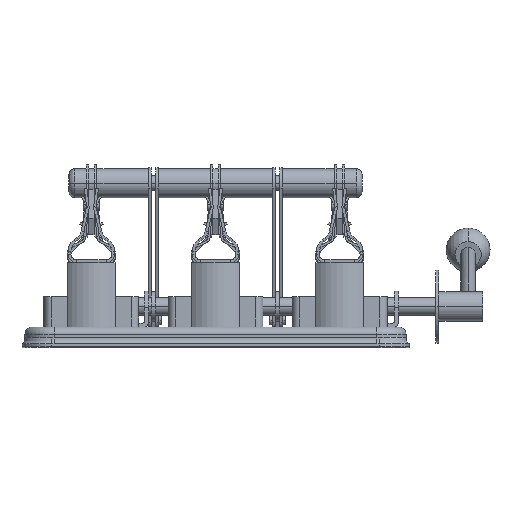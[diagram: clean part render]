
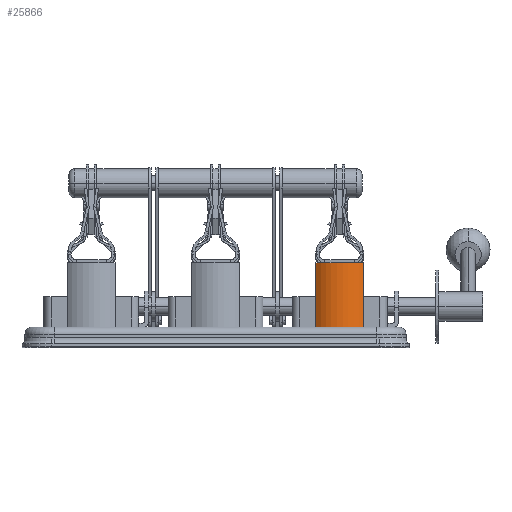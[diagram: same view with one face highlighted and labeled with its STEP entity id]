
A CAD part, top view. The second image highlights one B-rep face of the part: STEP entity #25866.
In plain terms, the highlighted cylindrical face has radius 25 mm (diameter 50 mm), a partial arc.
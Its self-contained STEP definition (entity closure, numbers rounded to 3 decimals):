
#226 = CARTESIAN_POINT ( 'NONE',  ( 68.752, 13.5, 121.5 ) ) ;
#1671 = CARTESIAN_POINT ( 'NONE',  ( 85., 57.5, 102.5 ) ) ;
#3159 = LINE ( 'NONE', #10876, #30192 ) ;
#3733 = EDGE_CURVE ( 'NONE', #29017, #16533, #3159, .T. ) ;
#5576 = AXIS2_PLACEMENT_3D ( 'NONE', #30545, #36464, #21560 ) ;
#9562 = ORIENTED_EDGE ( 'NONE', *, *, #18547, .F. ) ;
#10399 = AXIS2_PLACEMENT_3D ( 'NONE', #18656, #39239, #31225 ) ;
#10876 = CARTESIAN_POINT ( 'NONE',  ( 68.752, 57.5, 121.5 ) ) ;
#11285 = LINE ( 'NONE', #32615, #25501 ) ;
#13917 = DIRECTION ( 'NONE',  ( 0., -1., 0. ) ) ;
#14481 = DIRECTION ( 'NONE',  ( 0., -1., 0. ) ) ;
#16510 = AXIS2_PLACEMENT_3D ( 'NONE', #1671, #19447, #26080 ) ;
#16533 = VERTEX_POINT ( 'NONE', #226 ) ;
#16915 = VERTEX_POINT ( 'NONE', #17201 ) ;
#17201 = CARTESIAN_POINT ( 'NONE',  ( 101.248, 13.5, 121.5 ) ) ;
#18547 = EDGE_CURVE ( 'NONE', #29017, #24106, #34517, .T. ) ;
#18656 = CARTESIAN_POINT ( 'NONE',  ( 85., 13.5, 102.5 ) ) ;
#19447 = DIRECTION ( 'NONE',  ( 0., -1., 0. ) ) ;
#19586 = EDGE_CURVE ( 'NONE', #24106, #16915, #11285, .T. ) ;
#20938 = CIRCLE ( 'NONE', #10399, 25. ) ;
#21560 = DIRECTION ( 'NONE',  ( 0., 0., 1. ) ) ;
#21879 = CYLINDRICAL_SURFACE ( 'NONE', #16510, 25. ) ;
#22418 = CARTESIAN_POINT ( 'NONE',  ( 101.248, 57.5, 121.5 ) ) ;
#23387 = ORIENTED_EDGE ( 'NONE', *, *, #19586, .F. ) ;
#24106 = VERTEX_POINT ( 'NONE', #22418 ) ;
#24830 = EDGE_LOOP ( 'NONE', ( #28173, #23387, #9562, #37073 ) ) ;
#25501 = VECTOR ( 'NONE', #14481, 1000. ) ;
#25628 = EDGE_CURVE ( 'NONE', #16533, #16915, #20938, .T. ) ;
#25866 = ADVANCED_FACE ( 'NONE', ( #30877 ), #21879, .T. ) ;
#26080 = DIRECTION ( 'NONE',  ( 0., 0., -1. ) ) ;
#28173 = ORIENTED_EDGE ( 'NONE', *, *, #25628, .T. ) ;
#29017 = VERTEX_POINT ( 'NONE', #32367 ) ;
#30192 = VECTOR ( 'NONE', #13917, 1000. ) ;
#30545 = CARTESIAN_POINT ( 'NONE',  ( 85., 57.5, 102.5 ) ) ;
#30877 = FACE_OUTER_BOUND ( 'NONE', #24830, .T. ) ;
#31225 = DIRECTION ( 'NONE',  ( 0., 0., 1. ) ) ;
#32367 = CARTESIAN_POINT ( 'NONE',  ( 68.752, 57.5, 121.5 ) ) ;
#32615 = CARTESIAN_POINT ( 'NONE',  ( 101.248, 57.5, 121.5 ) ) ;
#34517 = CIRCLE ( 'NONE', #5576, 25. ) ;
#36464 = DIRECTION ( 'NONE',  ( 0., 1., 0. ) ) ;
#37073 = ORIENTED_EDGE ( 'NONE', *, *, #3733, .T. ) ;
#39239 = DIRECTION ( 'NONE',  ( 0., 1., 0. ) ) ;
